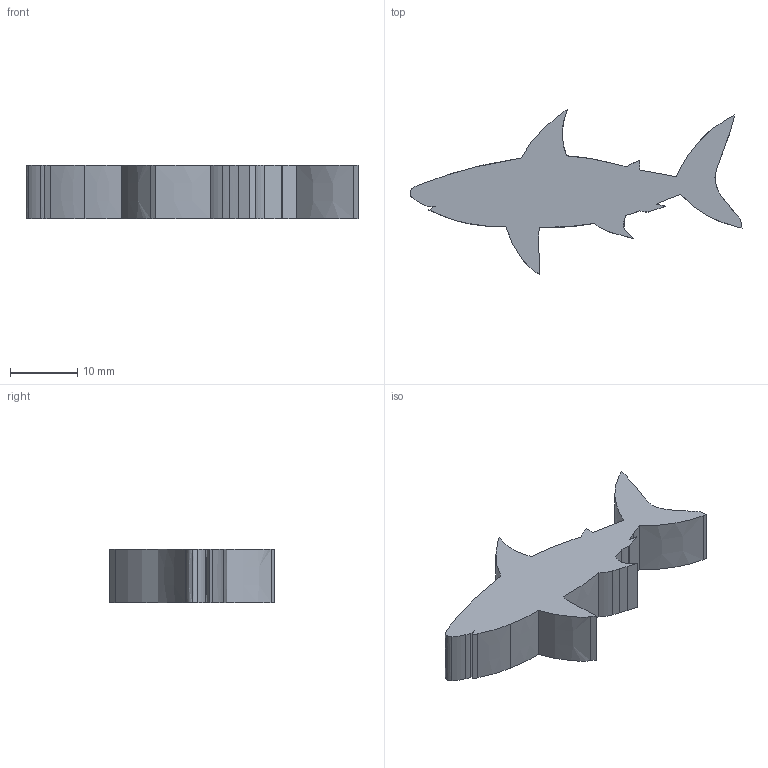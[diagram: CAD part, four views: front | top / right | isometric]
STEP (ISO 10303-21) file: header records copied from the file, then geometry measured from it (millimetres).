
FILE_DESCRIPTION(('FreeCAD Model'),'2;1');
FILE_NAME('simple_shark.step', '2020-09-06T20:59:24',(''),(''),'Open CASCADE STEP processor 7.4', 'FreeCAD','Unknown');
FILE_SCHEMA(('AUTOMOTIVE_DESIGN { 1 0 10303 214 1 1 1 1 }'));
Length unit declared in the file: millimetre
Products named in the file (1): Body
Bounding box: 49.29 x 24.57 x 8 mm (x, y, z)
Volume: 3506.9 mm3; surface area: 2143.5 mm2
Topology: 1 solids, 1 shells, 57 faces, 165 edges, 110 vertices
Faces by surface type: extrusion 55, bspline 2
Entity records: 4262 total; most frequent: CARTESIAN_POINT 1366, DIRECTION 332, ORIENTED_EDGE 330, VECTOR 330, PCURVE 330, DEFINITIONAL_REPRESENTATION 330, LINE 275, B_SPLINE_CURVE_WITH_KNOTS 275
